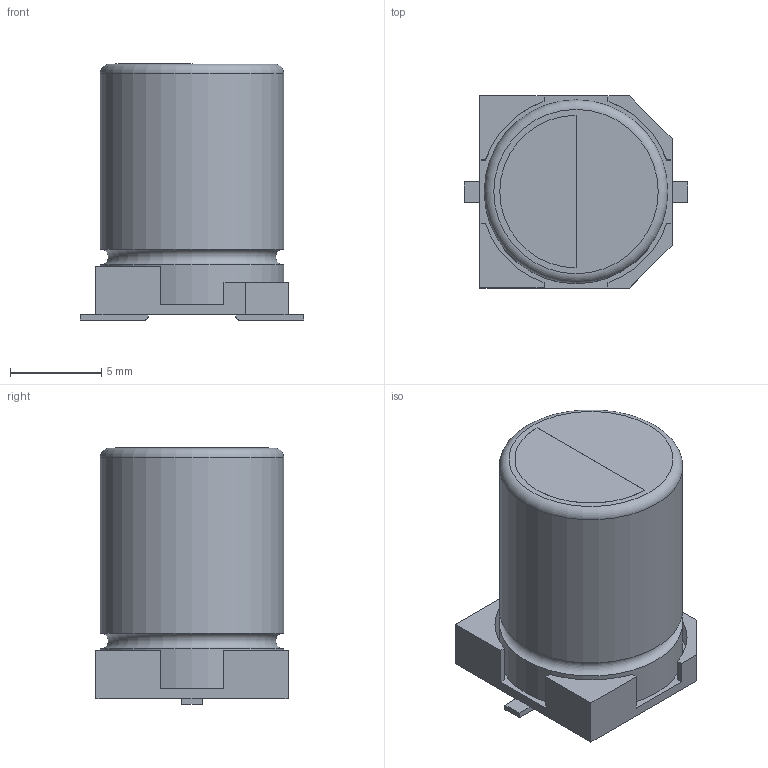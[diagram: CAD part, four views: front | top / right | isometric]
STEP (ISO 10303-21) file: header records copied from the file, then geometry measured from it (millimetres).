
FILE_DESCRIPTION(/* description */ (''),/* implementation_level */ '2;1');
FILE_NAME(/* name */ 'Cap_10x14.step',/* time_stamp */ '2019-04-29T14:53:28-07:00',/* author */ (''),/* organization */ (''),/* preprocessor_version */ 'ST-DEVELOPER v18',/* originating_system */ 'Autodesk Translation Framework v8.2.0.1029',/* authorisation */ '');
FILE_SCHEMA (('AUTOMOTIVE_DESIGN { 1 0 10303 214 3 1 1 }'));
Length unit declared in the file: millimetre
Products named in the file (1): Cap_10x14
Bounding box: 12.2 x 10.5 x 14.01 mm (x, y, z)
Volume: 1119.6 mm3; surface area: 897.9 mm2
Topology: 2 solids, 2 shells, 47 faces, 123 edges, 81 vertices
Faces by surface type: plane 36, cylinder 9, torus 2
Full cylindrical faces by diameter (mm): 10.037 x2
Entity records: 1552 total; most frequent: CARTESIAN_POINT 252, ORIENTED_EDGE 246, DIRECTION 244, EDGE_CURVE 123, LINE 98, VECTOR 98, VERTEX_POINT 81, AXIS2_PLACEMENT_3D 73
